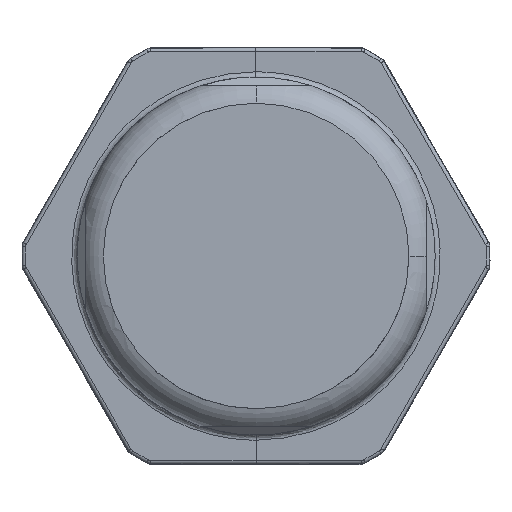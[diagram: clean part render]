
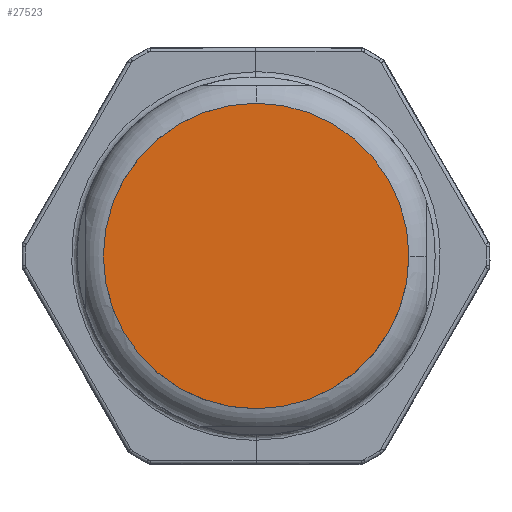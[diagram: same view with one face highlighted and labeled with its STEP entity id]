
A CAD part, front view. The second image highlights one B-rep face of the part: STEP entity #27523.
In plain terms, the highlighted planar face has unit normal (0, -1, 0).
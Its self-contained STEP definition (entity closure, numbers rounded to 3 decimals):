
#6228=CARTESIAN_POINT('',(0.,-20.05,0.));
#6229=DIRECTION('',(0.,1.,0.));
#6230=DIRECTION('',(-1.,0.,0.));
#6231=AXIS2_PLACEMENT_3D('',#6228,#6229,#6230);
#6233=CARTESIAN_POINT('',(0.,-20.05,0.));
#6234=DIRECTION('',(0.,1.,0.));
#6235=DIRECTION('',(1.,0.,0.));
#6236=AXIS2_PLACEMENT_3D('',#6233,#6234,#6235);
#17036=CARTESIAN_POINT('',(8.75,-20.05,0.));
#17037=VERTEX_POINT('',#17036);
#17038=CARTESIAN_POINT('',(-8.75,-20.05,0.));
#17039=VERTEX_POINT('',#17038);
#27514=CARTESIAN_POINT('',(0.,-20.05,0.));
#27515=DIRECTION('',(0.,-1.,0.));
#27516=DIRECTION('',(-1.,0.,0.));
#27517=AXIS2_PLACEMENT_3D('',#27514,#27515,#27516);
#27518=PLANE('',#27517);
#27519=ORIENTED_EDGE('',*,*,#27357,.T.);
#27520=ORIENTED_EDGE('',*,*,#27507,.T.);
#27521=EDGE_LOOP('',(#27519,#27520));
#27522=FACE_OUTER_BOUND('',#27521,.F.);
#27523=ADVANCED_FACE('',(#27522),#27518,.T.);
#6232=CIRCLE('',#6231,8.75);
#6237=CIRCLE('',#6236,8.75);
#27357=EDGE_CURVE('',#17039,#17037,#6232,.T.);
#27507=EDGE_CURVE('',#17037,#17039,#6237,.T.);
